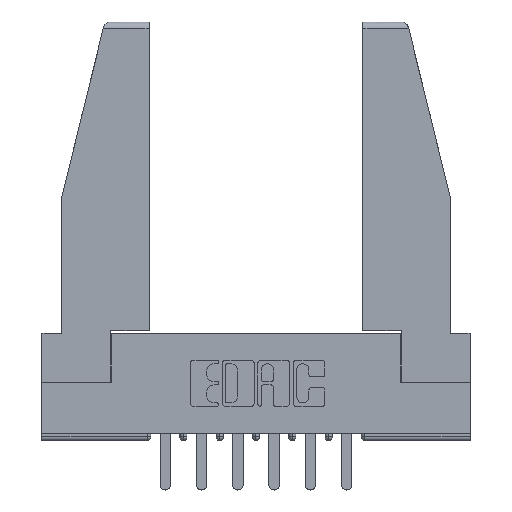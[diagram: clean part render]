
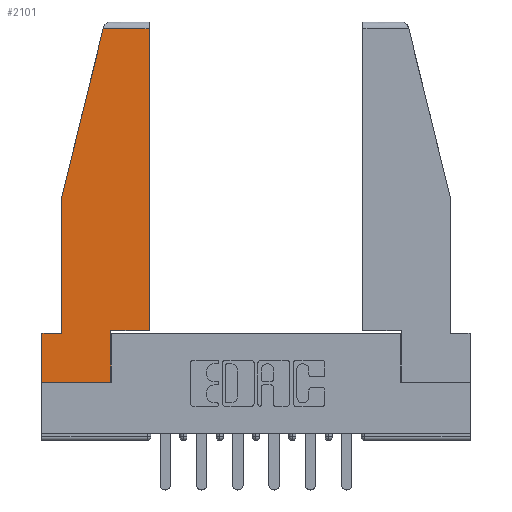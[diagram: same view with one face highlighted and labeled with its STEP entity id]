
A CAD part, top view. The second image highlights one B-rep face of the part: STEP entity #2101.
In plain terms, the highlighted planar face has unit normal (0, 0, 1).
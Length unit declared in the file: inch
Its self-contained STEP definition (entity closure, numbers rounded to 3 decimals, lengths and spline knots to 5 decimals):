
#122 = VECTOR ( 'NONE', #8895, 39.37008 ) ;
#440 = DIRECTION ( 'NONE',  ( 0., -1., 0. ) ) ;
#613 = ORIENTED_EDGE ( 'NONE', *, *, #3145, .T. ) ;
#622 = DIRECTION ( 'NONE',  ( 1., 0., 0. ) ) ;
#730 = LINE ( 'NONE', #2555, #3137 ) ;
#742 = PLANE ( 'NONE',  #828 ) ;
#786 = EDGE_CURVE ( 'NONE', #13045, #6648, #5800, .T. ) ;
#828 = AXIS2_PLACEMENT_3D ( 'NONE', #7718, #5742, #622 ) ;
#1013 = CARTESIAN_POINT ( 'NONE',  ( 0.297, 0.223, 0. ) ) ;
#1196 = CARTESIAN_POINT ( 'NONE',  ( 0.297, 0., 0. ) ) ;
#1245 = VERTEX_POINT ( 'NONE', #3414 ) ;
#1412 = VECTOR ( 'NONE', #11775, 39.37008 ) ;
#1678 = FACE_OUTER_BOUND ( 'NONE', #12771, .T. ) ;
#1689 = ORIENTED_EDGE ( 'NONE', *, *, #3732, .T. ) ;
#1691 = CARTESIAN_POINT ( 'NONE',  ( 0.461, 0.223, 0. ) ) ;
#2101 = ADVANCED_FACE ( 'NONE', ( #1678 ), #742, .T. ) ;
#2315 = CARTESIAN_POINT ( 'NONE',  ( 0.297, 0.223, 0. ) ) ;
#2423 = CARTESIAN_POINT ( 'NONE',  ( 0., 1.52, 0. ) ) ;
#2519 = VECTOR ( 'NONE', #11658, 39.37008 ) ;
#2555 = CARTESIAN_POINT ( 'NONE',  ( 0., 0.21, 0. ) ) ;
#2790 = CARTESIAN_POINT ( 'NONE',  ( 0.086, 0.21, 0. ) ) ;
#3137 = VECTOR ( 'NONE', #440, 39.37008 ) ;
#3145 = EDGE_CURVE ( 'NONE', #1245, #8063, #10552, .T. ) ;
#3414 = CARTESIAN_POINT ( 'NONE',  ( 0.2636, 1.52, 0. ) ) ;
#3732 = EDGE_CURVE ( 'NONE', #9540, #9735, #7992, .T. ) ;
#3976 = ORIENTED_EDGE ( 'NONE', *, *, #786, .T. ) ;
#4072 = VERTEX_POINT ( 'NONE', #7702 ) ;
#4192 = EDGE_CURVE ( 'NONE', #12418, #11993, #11491, .T. ) ;
#4481 = VECTOR ( 'NONE', #11207, 39.37008 ) ;
#5596 = ORIENTED_EDGE ( 'NONE', *, *, #6710, .T. ) ;
#5670 = LINE ( 'NONE', #2423, #2519 ) ;
#5742 = DIRECTION ( 'NONE',  ( 0., 0., 1. ) ) ;
#5800 = LINE ( 'NONE', #6958, #9627 ) ;
#5896 = VECTOR ( 'NONE', #11963, 39.37008 ) ;
#6020 = ORIENTED_EDGE ( 'NONE', *, *, #6606, .T. ) ;
#6406 = ORIENTED_EDGE ( 'NONE', *, *, #4192, .T. ) ;
#6606 = EDGE_CURVE ( 'NONE', #4072, #9540, #7781, .T. ) ;
#6648 = VERTEX_POINT ( 'NONE', #9037 ) ;
#6710 = EDGE_CURVE ( 'NONE', #8063, #13045, #7602, .T. ) ;
#6944 = CARTESIAN_POINT ( 'NONE',  ( 0.086, 0.8, 0. ) ) ;
#6958 = CARTESIAN_POINT ( 'NONE',  ( 0., 0.21, 0. ) ) ;
#7275 = EDGE_CURVE ( 'NONE', #11993, #1245, #5670, .T. ) ;
#7291 = EDGE_CURVE ( 'NONE', #6648, #4072, #730, .T. ) ;
#7527 = VECTOR ( 'NONE', #9740, 39.37008 ) ;
#7602 = LINE ( 'NONE', #6944, #122 ) ;
#7656 = CARTESIAN_POINT ( 'NONE',  ( 0.461, 1.52, 0. ) ) ;
#7702 = CARTESIAN_POINT ( 'NONE',  ( 0., 0., 0. ) ) ;
#7718 = CARTESIAN_POINT ( 'NONE',  ( 0., 0., 0. ) ) ;
#7781 = LINE ( 'NONE', #9584, #1412 ) ;
#7823 = LINE ( 'NONE', #1013, #4481 ) ;
#7992 = LINE ( 'NONE', #12162, #13122 ) ;
#8063 = VERTEX_POINT ( 'NONE', #8282 ) ;
#8282 = CARTESIAN_POINT ( 'NONE',  ( 0.086, 0.8, 0. ) ) ;
#8626 = ORIENTED_EDGE ( 'NONE', *, *, #12622, .T. ) ;
#8714 = ORIENTED_EDGE ( 'NONE', *, *, #7275, .T. ) ;
#8895 = DIRECTION ( 'NONE',  ( 0., -1., 0. ) ) ;
#9037 = CARTESIAN_POINT ( 'NONE',  ( 0., 0.21, 0. ) ) ;
#9068 = DIRECTION ( 'NONE',  ( 0., 1., 0. ) ) ;
#9540 = VERTEX_POINT ( 'NONE', #1196 ) ;
#9584 = CARTESIAN_POINT ( 'NONE',  ( 0., 0., 0. ) ) ;
#9627 = VECTOR ( 'NONE', #11083, 39.37008 ) ;
#9735 = VERTEX_POINT ( 'NONE', #2315 ) ;
#9740 = DIRECTION ( 'NONE',  ( -0.239, -0.971, 0. ) ) ;
#9785 = CARTESIAN_POINT ( 'NONE',  ( 0.271, 1.55, 0. ) ) ;
#10552 = LINE ( 'NONE', #9785, #7527 ) ;
#11083 = DIRECTION ( 'NONE',  ( -1., 0., 0. ) ) ;
#11207 = DIRECTION ( 'NONE',  ( 1., 0., 0. ) ) ;
#11491 = LINE ( 'NONE', #1691, #5896 ) ;
#11658 = DIRECTION ( 'NONE',  ( -1., 0., 0. ) ) ;
#11775 = DIRECTION ( 'NONE',  ( 1., 0., 0. ) ) ;
#11963 = DIRECTION ( 'NONE',  ( 0., 1., 0. ) ) ;
#11993 = VERTEX_POINT ( 'NONE', #7656 ) ;
#12162 = CARTESIAN_POINT ( 'NONE',  ( 0.297, 0., 0. ) ) ;
#12418 = VERTEX_POINT ( 'NONE', #12803 ) ;
#12622 = EDGE_CURVE ( 'NONE', #9735, #12418, #7823, .T. ) ;
#12771 = EDGE_LOOP ( 'NONE', ( #6406, #8714, #613, #5596, #3976, #12885, #6020, #1689, #8626 ) ) ;
#12803 = CARTESIAN_POINT ( 'NONE',  ( 0.461, 0.223, 0. ) ) ;
#12885 = ORIENTED_EDGE ( 'NONE', *, *, #7291, .T. ) ;
#13045 = VERTEX_POINT ( 'NONE', #2790 ) ;
#13122 = VECTOR ( 'NONE', #9068, 39.37008 ) ;
